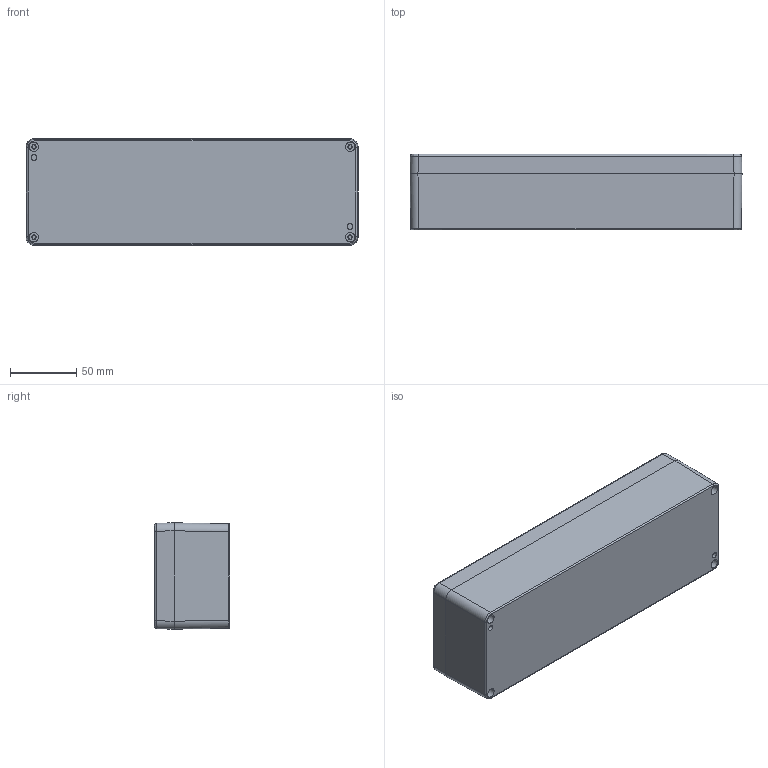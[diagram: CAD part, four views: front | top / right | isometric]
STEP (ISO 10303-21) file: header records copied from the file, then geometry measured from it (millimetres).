
FILE_DESCRIPTION (( 'STEP AP214' ), '1' );
FILE_NAME ('2374-2508-05-50.step', '2023-11-08T10:38:44', ( '' ), ( '' ), 'SwSTEP 2.0', 'SolidWorks 2019', '' );
FILE_SCHEMA (( 'AUTOMOTIVE_DESIGN' ));
Length unit declared in the file: millimetre
Products named in the file (7): Unterteil^2374-2508-05-50; SchutzleiteranschlussM4x8; DeckelschraubeM4x20; Deckel^2374-2508-05-50; 2374-2508-05-50; SchutzleiteranschlussM4x9
Assembly tree (10 placements, depth 3):
  2374-2508-05-50
    2374-2508-05-50
      Unterteil^2374-2508-05-50
      SchutzleiteranschlussM4x8  x2
      Deckel^2374-2508-05-50
      SchutzleiteranschlussM4x9
      DeckelschraubeM4x20  x4
Bounding box: 250 x 57 x 80 mm (x, y, z)
Volume: 262815.4 mm3; surface area: 161067.1 mm2
Topology: 8 solids, 16 shells, 746 faces, 1968 edges, 1243 vertices
Faces by surface type: plane 315, cylinder 238, cone 151, bspline 21, torus 21
Entity records: 17795 total; most frequent: CARTESIAN_POINT 6176, ORIENTED_EDGE 2442, DIRECTION 2261, EDGE_CURVE 1223, AXIS2_PLACEMENT_3D 871, VERTEX_POINT 782, EDGE_LOOP 531, LINE 519
